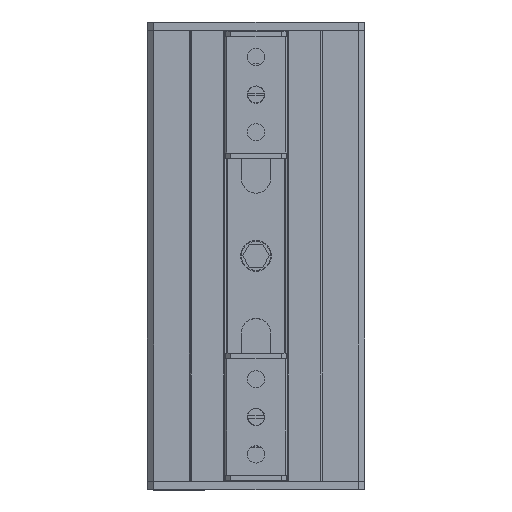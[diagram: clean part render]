
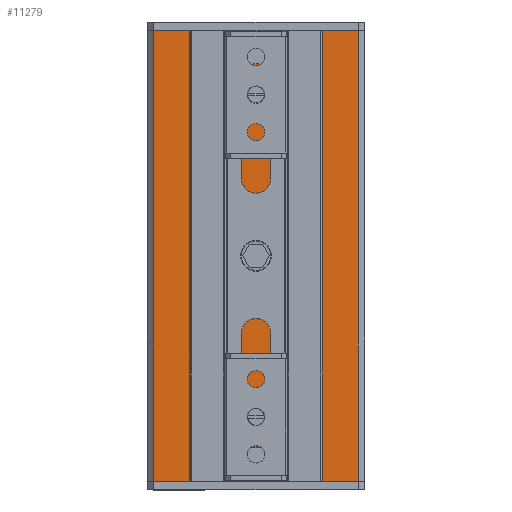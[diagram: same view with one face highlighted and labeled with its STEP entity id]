
A CAD part, top view. The second image highlights one B-rep face of the part: STEP entity #11279.
In plain terms, the highlighted planar face has unit normal (0, 0, 1).
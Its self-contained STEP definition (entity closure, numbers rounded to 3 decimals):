
#287 = EDGE_CURVE ( 'NONE', #30314, #4982, #6531, .T. ) ;
#505 = EDGE_CURVE ( 'NONE', #28728, #18351, #28702, .T. ) ;
#1936 = EDGE_CURVE ( 'NONE', #14681, #26387, #23591, .T. ) ;
#2121 = CARTESIAN_POINT ( 'NONE',  ( -26., -53.99, 47. ) ) ;
#2160 = FACE_BOUND ( 'NONE', #21154, .T. ) ;
#2343 = FACE_OUTER_BOUND ( 'NONE', #13582, .T. ) ;
#2789 = VECTOR ( 'NONE', #33666, 1000. ) ;
#3254 = CARTESIAN_POINT ( 'NONE',  ( 0., 0., 47. ) ) ;
#3670 = EDGE_CURVE ( 'NONE', #18351, #28728, #12672, .T. ) ;
#4290 = CARTESIAN_POINT ( 'NONE',  ( -26., 53.99, 47. ) ) ;
#4982 = VERTEX_POINT ( 'NONE', #24020 ) ;
#6121 = ORIENTED_EDGE ( 'NONE', *, *, #30838, .T. ) ;
#6520 = CARTESIAN_POINT ( 'NONE',  ( 0., 0., 47. ) ) ;
#6531 = LINE ( 'NONE', #4290, #18275 ) ;
#7432 = CARTESIAN_POINT ( 'NONE',  ( -24.5, 0., 47. ) ) ;
#7715 = AXIS2_PLACEMENT_3D ( 'NONE', #6520, #27849, #22486 ) ;
#11279 = ADVANCED_FACE ( 'NONE', ( #2160, #2343 ), #15259, .T. ) ;
#12176 = ORIENTED_EDGE ( 'NONE', *, *, #505, .T. ) ;
#12672 = CIRCLE ( 'NONE', #7715, 5.5 ) ;
#12770 = LINE ( 'NONE', #23221, #2789 ) ;
#12858 = CARTESIAN_POINT ( 'NONE',  ( -26., 0., 47. ) ) ;
#13582 = EDGE_LOOP ( 'NONE', ( #28313, #29838, #6121, #27599 ) ) ;
#13761 = DIRECTION ( 'NONE',  ( 1., 0., 0. ) ) ;
#13884 = AXIS2_PLACEMENT_3D ( 'NONE', #12858, #31017, #17978 ) ;
#14681 = VERTEX_POINT ( 'NONE', #21397 ) ;
#14859 = DIRECTION ( 'NONE',  ( 0., -1., 0. ) ) ;
#15259 = PLANE ( 'NONE',  #13884 ) ;
#15381 = DIRECTION ( 'NONE',  ( 1., 0., 0. ) ) ;
#17978 = DIRECTION ( 'NONE',  ( 1., 0., 0. ) ) ;
#18275 = VECTOR ( 'NONE', #27523, 1000. ) ;
#18351 = VERTEX_POINT ( 'NONE', #29533 ) ;
#21154 = EDGE_LOOP ( 'NONE', ( #12176, #21554 ) ) ;
#21397 = CARTESIAN_POINT ( 'NONE',  ( -24.5, -53.99, 47. ) ) ;
#21554 = ORIENTED_EDGE ( 'NONE', *, *, #3670, .T. ) ;
#22417 = CARTESIAN_POINT ( 'NONE',  ( 24.5, 53.99, 47. ) ) ;
#22486 = DIRECTION ( 'NONE',  ( 1., 0., 0. ) ) ;
#22641 = AXIS2_PLACEMENT_3D ( 'NONE', #3254, #26783, #13761 ) ;
#22721 = LINE ( 'NONE', #7432, #25771 ) ;
#23221 = CARTESIAN_POINT ( 'NONE',  ( 24.5, 0., 47. ) ) ;
#23498 = EDGE_CURVE ( 'NONE', #26387, #30314, #12770, .T. ) ;
#23591 = LINE ( 'NONE', #2121, #32676 ) ;
#24020 = CARTESIAN_POINT ( 'NONE',  ( -24.5, 53.99, 47. ) ) ;
#25771 = VECTOR ( 'NONE', #14859, 1000. ) ;
#26376 = CARTESIAN_POINT ( 'NONE',  ( 5.5, 0., 47. ) ) ;
#26387 = VERTEX_POINT ( 'NONE', #29351 ) ;
#26783 = DIRECTION ( 'NONE',  ( 0., 0., -1. ) ) ;
#27523 = DIRECTION ( 'NONE',  ( -1., 0., 0. ) ) ;
#27599 = ORIENTED_EDGE ( 'NONE', *, *, #1936, .T. ) ;
#27849 = DIRECTION ( 'NONE',  ( 0., 0., -1. ) ) ;
#28313 = ORIENTED_EDGE ( 'NONE', *, *, #23498, .T. ) ;
#28702 = CIRCLE ( 'NONE', #22641, 5.5 ) ;
#28728 = VERTEX_POINT ( 'NONE', #26376 ) ;
#29351 = CARTESIAN_POINT ( 'NONE',  ( 24.5, -53.99, 47. ) ) ;
#29533 = CARTESIAN_POINT ( 'NONE',  ( -5.5, 0., 47. ) ) ;
#29838 = ORIENTED_EDGE ( 'NONE', *, *, #287, .T. ) ;
#30314 = VERTEX_POINT ( 'NONE', #22417 ) ;
#30838 = EDGE_CURVE ( 'NONE', #4982, #14681, #22721, .T. ) ;
#31017 = DIRECTION ( 'NONE',  ( 0., 0., 1. ) ) ;
#32676 = VECTOR ( 'NONE', #15381, 1000. ) ;
#33666 = DIRECTION ( 'NONE',  ( 0., 1., 0. ) ) ;
